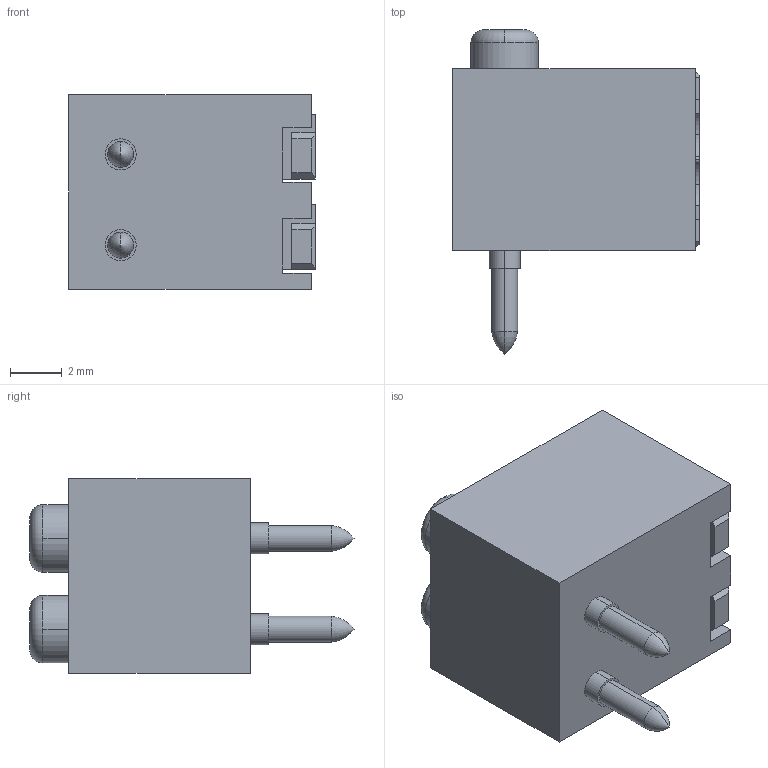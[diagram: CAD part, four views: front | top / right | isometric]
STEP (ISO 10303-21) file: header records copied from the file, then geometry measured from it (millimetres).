
FILE_DESCRIPTION(('STEP AP203'),'1');
FILE_NAME('1928767.stp','2021-01-22T08:01:09',('TraceParts'),('TraceParts S.A.'),'Spatial InterOp 3D',' ',' ');
FILE_SCHEMA(('CONFIG_CONTROL_DESIGN'));
Length unit declared in the file: millimetre
Products named in the file (1): 1
Bounding box: 9.5 x 12.5 x 7.5 mm (x, y, z)
Volume: 441.6 mm3; surface area: 650.5 mm2
Topology: 1 solids, 1 shells, 203 faces, 543 edges, 352 vertices
Faces by surface type: plane 113, cylinder 66, cone 12, torus 8, sphere 4
Entity records: 6947 total; most frequent: CARTESIAN_POINT 1737, DIRECTION 1091, ORIENTED_EDGE 1078, EDGE_CURVE 539, AXIS2_PLACEMENT_3D 368, LINE 355, VECTOR 355, VERTEX_POINT 352
